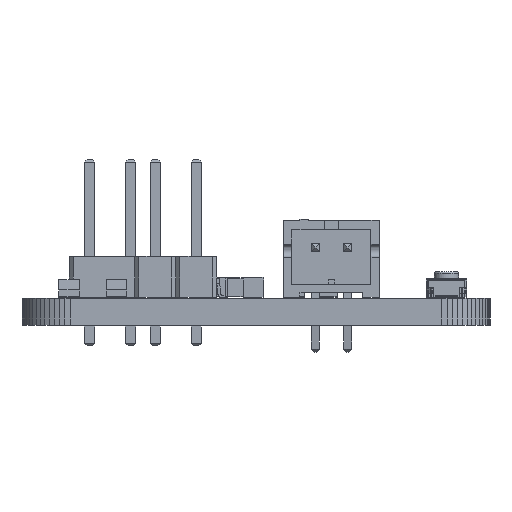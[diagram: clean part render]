
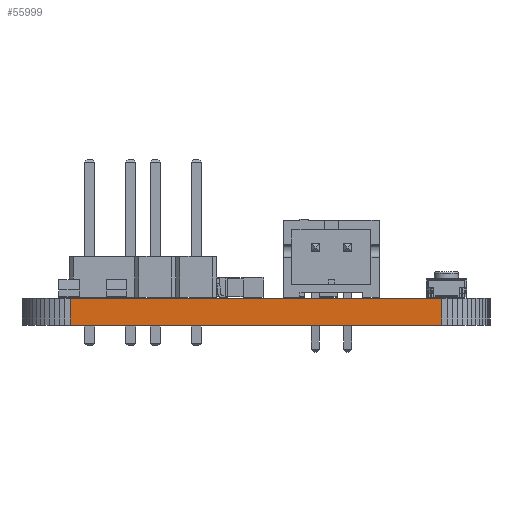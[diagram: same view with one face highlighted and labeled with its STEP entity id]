
A CAD part, front view. The second image highlights one B-rep face of the part: STEP entity #55999.
In plain terms, the highlighted planar face has unit normal (0, -1, 0).
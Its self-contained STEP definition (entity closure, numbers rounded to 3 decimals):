
#50666 = PLANE('',#50667);
#50667 = AXIS2_PLACEMENT_3D('',#50668,#50669,#50670);
#50668 = CARTESIAN_POINT('',(79.525,-69.435,1.67));
#50669 = DIRECTION('',(-0.,-0.,-1.));
#50670 = DIRECTION('',(-1.,0.,0.));
#50720 = PLANE('',#50721);
#50721 = AXIS2_PLACEMENT_3D('',#50722,#50723,#50724);
#50722 = CARTESIAN_POINT('',(79.525,-69.435,0.));
#50723 = DIRECTION('',(-0.,-0.,-1.));
#50724 = DIRECTION('',(-1.,0.,0.));
#51585 = VERTEX_POINT('',#51586);
#51586 = CARTESIAN_POINT('',(91.025,-93.685,0.));
#51600 = PLANE('',#51601);
#51601 = AXIS2_PLACEMENT_3D('',#51602,#51603,#51604);
#51602 = CARTESIAN_POINT('',(91.361,-93.666,0.));
#51603 = DIRECTION('',(0.056,-0.998,0.));
#51604 = DIRECTION('',(-0.998,-0.056,0.));
#51612 = EDGE_CURVE('',#51585,#51613,#51615,.T.);
#51613 = VERTEX_POINT('',#51614);
#51614 = CARTESIAN_POINT('',(68.025,-93.685,0.));
#51615 = SURFACE_CURVE('',#51616,(#51620,#51627),.PCURVE_S1.);
#51616 = LINE('',#51617,#51618);
#51617 = CARTESIAN_POINT('',(91.025,-93.685,0.));
#51618 = VECTOR('',#51619,1.);
#51619 = DIRECTION('',(-1.,0.,0.));
#51620 = PCURVE('',#50720,#51621);
#51621 = DEFINITIONAL_REPRESENTATION('',(#51622),#51626);
#51622 = LINE('',#51623,#51624);
#51623 = CARTESIAN_POINT('',(-11.5,-24.25));
#51624 = VECTOR('',#51625,1.);
#51625 = DIRECTION('',(1.,0.));
#51626 = ( GEOMETRIC_REPRESENTATION_CONTEXT(2) 
PARAMETRIC_REPRESENTATION_CONTEXT() REPRESENTATION_CONTEXT('2D SPACE',''
  ) );
#51627 = PCURVE('',#51628,#51633);
#51628 = PLANE('',#51629);
#51629 = AXIS2_PLACEMENT_3D('',#51630,#51631,#51632);
#51630 = CARTESIAN_POINT('',(91.025,-93.685,0.));
#51631 = DIRECTION('',(0.,-1.,0.));
#51632 = DIRECTION('',(-1.,0.,0.));
#51633 = DEFINITIONAL_REPRESENTATION('',(#51634),#51638);
#51634 = LINE('',#51635,#51636);
#51635 = CARTESIAN_POINT('',(0.,-0.));
#51636 = VECTOR('',#51637,1.);
#51637 = DIRECTION('',(1.,0.));
#51638 = ( GEOMETRIC_REPRESENTATION_CONTEXT(2) 
PARAMETRIC_REPRESENTATION_CONTEXT() REPRESENTATION_CONTEXT('2D SPACE',''
  ) );
#51656 = PLANE('',#51657);
#51657 = AXIS2_PLACEMENT_3D('',#51658,#51659,#51660);
#51658 = CARTESIAN_POINT('',(68.025,-93.685,0.));
#51659 = DIRECTION('',(-0.056,-0.998,0.));
#51660 = DIRECTION('',(-0.998,0.056,0.));
#53475 = VERTEX_POINT('',#53476);
#53476 = CARTESIAN_POINT('',(91.025,-93.685,1.67));
#53497 = EDGE_CURVE('',#53475,#53498,#53500,.T.);
#53498 = VERTEX_POINT('',#53499);
#53499 = CARTESIAN_POINT('',(68.025,-93.685,1.67));
#53500 = SURFACE_CURVE('',#53501,(#53505,#53512),.PCURVE_S1.);
#53501 = LINE('',#53502,#53503);
#53502 = CARTESIAN_POINT('',(91.025,-93.685,1.67));
#53503 = VECTOR('',#53504,1.);
#53504 = DIRECTION('',(-1.,0.,0.));
#53505 = PCURVE('',#50666,#53506);
#53506 = DEFINITIONAL_REPRESENTATION('',(#53507),#53511);
#53507 = LINE('',#53508,#53509);
#53508 = CARTESIAN_POINT('',(-11.5,-24.25));
#53509 = VECTOR('',#53510,1.);
#53510 = DIRECTION('',(1.,0.));
#53511 = ( GEOMETRIC_REPRESENTATION_CONTEXT(2) 
PARAMETRIC_REPRESENTATION_CONTEXT() REPRESENTATION_CONTEXT('2D SPACE',''
  ) );
#53512 = PCURVE('',#51628,#53513);
#53513 = DEFINITIONAL_REPRESENTATION('',(#53514),#53518);
#53514 = LINE('',#53515,#53516);
#53515 = CARTESIAN_POINT('',(0.,-1.67));
#53516 = VECTOR('',#53517,1.);
#53517 = DIRECTION('',(1.,0.));
#53518 = ( GEOMETRIC_REPRESENTATION_CONTEXT(2) 
PARAMETRIC_REPRESENTATION_CONTEXT() REPRESENTATION_CONTEXT('2D SPACE',''
  ) );
#55951 = EDGE_CURVE('',#51585,#53475,#55952,.T.);
#55952 = SURFACE_CURVE('',#55953,(#55957,#55964),.PCURVE_S1.);
#55953 = LINE('',#55954,#55955);
#55954 = CARTESIAN_POINT('',(91.025,-93.685,0.));
#55955 = VECTOR('',#55956,1.);
#55956 = DIRECTION('',(0.,0.,1.));
#55957 = PCURVE('',#51600,#55958);
#55958 = DEFINITIONAL_REPRESENTATION('',(#55959),#55963);
#55959 = LINE('',#55960,#55961);
#55960 = CARTESIAN_POINT('',(0.336,0.));
#55961 = VECTOR('',#55962,1.);
#55962 = DIRECTION('',(0.,-1.));
#55963 = ( GEOMETRIC_REPRESENTATION_CONTEXT(2) 
PARAMETRIC_REPRESENTATION_CONTEXT() REPRESENTATION_CONTEXT('2D SPACE',''
  ) );
#55964 = PCURVE('',#51628,#55965);
#55965 = DEFINITIONAL_REPRESENTATION('',(#55966),#55970);
#55966 = LINE('',#55967,#55968);
#55967 = CARTESIAN_POINT('',(0.,-0.));
#55968 = VECTOR('',#55969,1.);
#55969 = DIRECTION('',(0.,-1.));
#55970 = ( GEOMETRIC_REPRESENTATION_CONTEXT(2) 
PARAMETRIC_REPRESENTATION_CONTEXT() REPRESENTATION_CONTEXT('2D SPACE',''
  ) );
#55999 = ADVANCED_FACE('',(#56000),#51628,.T.);
#56000 = FACE_BOUND('',#56001,.T.);
#56001 = EDGE_LOOP('',(#56002,#56003,#56004,#56025));
#56002 = ORIENTED_EDGE('',*,*,#55951,.T.);
#56003 = ORIENTED_EDGE('',*,*,#53497,.T.);
#56004 = ORIENTED_EDGE('',*,*,#56005,.F.);
#56005 = EDGE_CURVE('',#51613,#53498,#56006,.T.);
#56006 = SURFACE_CURVE('',#56007,(#56011,#56018),.PCURVE_S1.);
#56007 = LINE('',#56008,#56009);
#56008 = CARTESIAN_POINT('',(68.025,-93.685,0.));
#56009 = VECTOR('',#56010,1.);
#56010 = DIRECTION('',(0.,0.,1.));
#56011 = PCURVE('',#51628,#56012);
#56012 = DEFINITIONAL_REPRESENTATION('',(#56013),#56017);
#56013 = LINE('',#56014,#56015);
#56014 = CARTESIAN_POINT('',(23.,0.));
#56015 = VECTOR('',#56016,1.);
#56016 = DIRECTION('',(0.,-1.));
#56017 = ( GEOMETRIC_REPRESENTATION_CONTEXT(2) 
PARAMETRIC_REPRESENTATION_CONTEXT() REPRESENTATION_CONTEXT('2D SPACE',''
  ) );
#56018 = PCURVE('',#51656,#56019);
#56019 = DEFINITIONAL_REPRESENTATION('',(#56020),#56024);
#56020 = LINE('',#56021,#56022);
#56021 = CARTESIAN_POINT('',(0.,0.));
#56022 = VECTOR('',#56023,1.);
#56023 = DIRECTION('',(0.,-1.));
#56024 = ( GEOMETRIC_REPRESENTATION_CONTEXT(2) 
PARAMETRIC_REPRESENTATION_CONTEXT() REPRESENTATION_CONTEXT('2D SPACE',''
  ) );
#56025 = ORIENTED_EDGE('',*,*,#51612,.F.);
